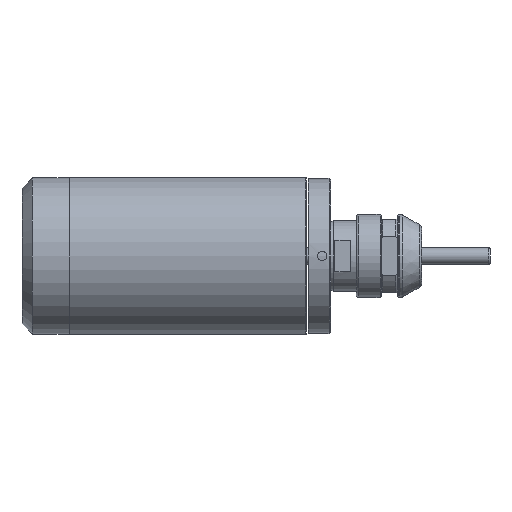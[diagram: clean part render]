
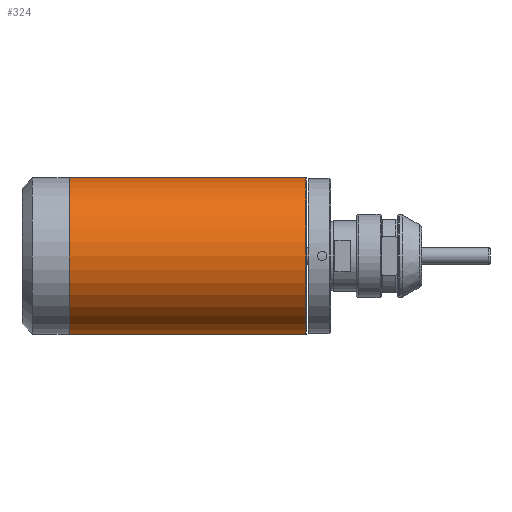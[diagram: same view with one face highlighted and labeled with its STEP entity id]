
A CAD part, left-side view. The second image highlights one B-rep face of the part: STEP entity #324.
In plain terms, the highlighted cylindrical face has radius 15 mm (diameter 30 mm), a partial arc.
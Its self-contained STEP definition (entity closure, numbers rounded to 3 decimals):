
#91 = DIRECTION ( 'NONE',  ( 0., -1., 0. ) ) ;
#159 = AXIS2_PLACEMENT_3D ( 'NONE', #582, #4088, #1073 ) ;
#211 = VECTOR ( 'NONE', #6123, 1000. ) ;
#324 = ADVANCED_FACE ( 'NONE', ( #6456 ), #6307, .T. ) ;
#575 = AXIS2_PLACEMENT_3D ( 'NONE', #600, #91, #4601 ) ;
#582 = CARTESIAN_POINT ( 'NONE',  ( 0., 18.8, 0. ) ) ;
#600 = CARTESIAN_POINT ( 'NONE',  ( 0., -34.164, 0. ) ) ;
#640 = CARTESIAN_POINT ( 'NONE',  ( 0., -26.3, -15. ) ) ;
#660 = EDGE_LOOP ( 'NONE', ( #4407, #920, #4940, #2031 ) ) ;
#795 = DIRECTION ( 'NONE',  ( 0., 1., 0. ) ) ;
#920 = ORIENTED_EDGE ( 'NONE', *, *, #4465, .T. ) ;
#1073 = DIRECTION ( 'NONE',  ( 0., 0., -1. ) ) ;
#1592 = VERTEX_POINT ( 'NONE', #3392 ) ;
#1597 = CIRCLE ( 'NONE', #3486, 15. ) ;
#2031 = ORIENTED_EDGE ( 'NONE', *, *, #3457, .T. ) ;
#2095 = CARTESIAN_POINT ( 'NONE',  ( 0., -34.164, -15. ) ) ;
#2369 = LINE ( 'NONE', #6284, #3731 ) ;
#2772 = DIRECTION ( 'NONE',  ( 0., -1., 0. ) ) ;
#2879 = CIRCLE ( 'NONE', #159, 15. ) ;
#2951 = VERTEX_POINT ( 'NONE', #3691 ) ;
#3392 = CARTESIAN_POINT ( 'NONE',  ( 0., -26.3, 15. ) ) ;
#3457 = EDGE_CURVE ( 'NONE', #6101, #1592, #1597, .T. ) ;
#3486 = AXIS2_PLACEMENT_3D ( 'NONE', #3807, #795, #4308 ) ;
#3691 = CARTESIAN_POINT ( 'NONE',  ( 0., 18.8, 15. ) ) ;
#3731 = VECTOR ( 'NONE', #2772, 1000. ) ;
#3807 = CARTESIAN_POINT ( 'NONE',  ( 0., -26.3, 0. ) ) ;
#4088 = DIRECTION ( 'NONE',  ( 0., -1., 0. ) ) ;
#4308 = DIRECTION ( 'NONE',  ( 0., 0., 1. ) ) ;
#4407 = ORIENTED_EDGE ( 'NONE', *, *, #5666, .F. ) ;
#4465 = EDGE_CURVE ( 'NONE', #2951, #6334, #2879, .T. ) ;
#4482 = EDGE_CURVE ( 'NONE', #6334, #6101, #5388, .T. ) ;
#4601 = DIRECTION ( 'NONE',  ( 0., 0., -1. ) ) ;
#4940 = ORIENTED_EDGE ( 'NONE', *, *, #4482, .T. ) ;
#5224 = CARTESIAN_POINT ( 'NONE',  ( 0., 18.8, -15. ) ) ;
#5388 = LINE ( 'NONE', #2095, #211 ) ;
#5666 = EDGE_CURVE ( 'NONE', #2951, #1592, #2369, .T. ) ;
#6101 = VERTEX_POINT ( 'NONE', #640 ) ;
#6123 = DIRECTION ( 'NONE',  ( 0., -1., 0. ) ) ;
#6284 = CARTESIAN_POINT ( 'NONE',  ( 0., -34.164, 15. ) ) ;
#6307 = CYLINDRICAL_SURFACE ( 'NONE', #575, 15. ) ;
#6334 = VERTEX_POINT ( 'NONE', #5224 ) ;
#6456 = FACE_OUTER_BOUND ( 'NONE', #660, .T. ) ;
